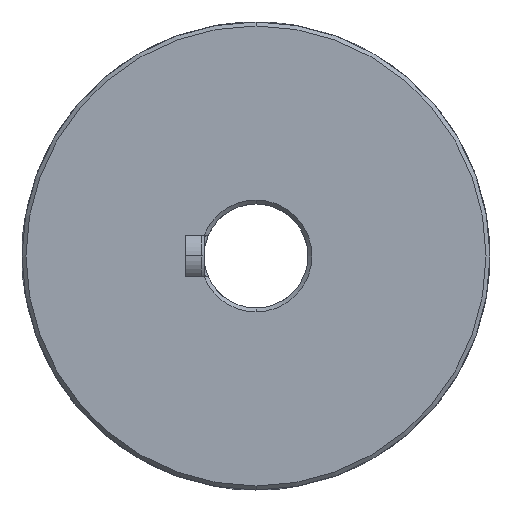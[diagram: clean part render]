
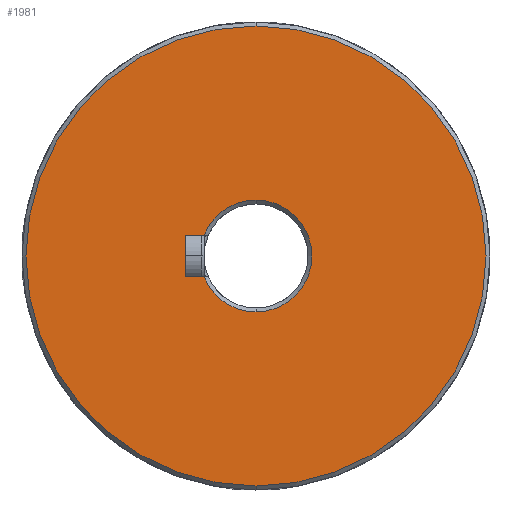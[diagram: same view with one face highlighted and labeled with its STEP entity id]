
A CAD part, left-side view. The second image highlights one B-rep face of the part: STEP entity #1981.
In plain terms, the highlighted planar face has unit normal (-1, 0, 0).
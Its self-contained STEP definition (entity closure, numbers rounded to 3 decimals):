
#887 = EDGE_CURVE ( 'NONE', #10855, #10854, #6462, .T. ) ;
#914 = EDGE_CURVE ( 'NONE', #10852, #10855, #6498, .T. ) ;
#918 = EDGE_CURVE ( 'NONE', #10851, #10850, #6504, .T. ) ;
#1038 = EDGE_LOOP ( 'NONE', ( #2348, #2349 ) ) ;
#1040 = EDGE_LOOP ( 'NONE', ( #1944, #2343, #2344, #2345, #2346, #2347 ) ) ;
#1944 = ORIENTED_EDGE ( 'NONE', *, *, #2116, .F. ) ;
#1981 = ADVANCED_FACE ( 'NONE', ( #6571, #6574 ), #6116, .T. ) ;
#2106 = EDGE_CURVE ( 'NONE', #10800, #10852, #6759, .T. ) ;
#2114 = EDGE_CURVE ( 'NONE', #10854, #10799, #6766, .T. ) ;
#2115 = EDGE_CURVE ( 'NONE', #10799, #10801, #6768, .T. ) ;
#2116 = EDGE_CURVE ( 'NONE', #10801, #10800, #6770, .T. ) ;
#2117 = EDGE_CURVE ( 'NONE', #10850, #10851, #6773, .T. ) ;
#2343 = ORIENTED_EDGE ( 'NONE', *, *, #2115, .F. ) ;
#2344 = ORIENTED_EDGE ( 'NONE', *, *, #2114, .F. ) ;
#2345 = ORIENTED_EDGE ( 'NONE', *, *, #887, .F. ) ;
#2346 = ORIENTED_EDGE ( 'NONE', *, *, #914, .F. ) ;
#2347 = ORIENTED_EDGE ( 'NONE', *, *, #2106, .F. ) ;
#2348 = ORIENTED_EDGE ( 'NONE', *, *, #918, .F. ) ;
#2349 = ORIENTED_EDGE ( 'NONE', *, *, #2117, .F. ) ;
#4577 = AXIS2_PLACEMENT_3D ( 'NONE', #5736, #5737, #5738 ) ;
#4593 = AXIS2_PLACEMENT_3D ( 'NONE', #5819, #5821, #5822 ) ;
#4600 = AXIS2_PLACEMENT_3D ( 'NONE', #5808, #5813, #5814 ) ;
#4637 = AXIS2_PLACEMENT_3D ( 'NONE', #6115, #6118, #6119 ) ;
#4720 = AXIS2_PLACEMENT_3D ( 'NONE', #7415, #7423, #7424 ) ;
#4721 = AXIS2_PLACEMENT_3D ( 'NONE', #7439, #7466, #7467 ) ;
#5736 = CARTESIAN_POINT ( 'NONE',  ( -27.5, 0., 0. ) ) ;
#5737 = DIRECTION ( 'NONE',  ( -1., 0., 0. ) ) ;
#5738 = DIRECTION ( 'NONE',  ( 0., 0., -1. ) ) ;
#5808 = CARTESIAN_POINT ( 'NONE',  ( -27.5, 0., 0. ) ) ;
#5813 = DIRECTION ( 'NONE',  ( -1., 0., 0. ) ) ;
#5814 = DIRECTION ( 'NONE',  ( 0., 0., -1. ) ) ;
#5819 = CARTESIAN_POINT ( 'NONE',  ( -27.5, 0., 0. ) ) ;
#5821 = DIRECTION ( 'NONE',  ( 1., 0., 0. ) ) ;
#5822 = DIRECTION ( 'NONE',  ( 0., 0., -1. ) ) ;
#6115 = CARTESIAN_POINT ( 'NONE',  ( -27.5, 0., 0. ) ) ;
#6116 = PLANE ( 'NONE',  #4637 ) ;
#6118 = DIRECTION ( 'NONE',  ( -1., 0., 0. ) ) ;
#6119 = DIRECTION ( 'NONE',  ( 0., 0., -1. ) ) ;
#6462 = CIRCLE ( 'NONE', #4577, 5.381 ) ;
#6498 = CIRCLE ( 'NONE', #4600, 5.381 ) ;
#6504 = CIRCLE ( 'NONE', #4593, 22.119 ) ;
#6571 = FACE_BOUND ( 'NONE', #1040, .T. ) ;
#6574 = FACE_OUTER_BOUND ( 'NONE', #1038, .T. ) ;
#6759 = CIRCLE ( 'NONE', #4720, 5.381 ) ;
#6766 = LINE ( 'NONE', #7460, #6767 ) ;
#6767 = VECTOR ( 'NONE', #7461, 1000. ) ;
#6768 = LINE ( 'NONE', #7462, #6769 ) ;
#6769 = VECTOR ( 'NONE', #7463, 1000. ) ;
#6770 = LINE ( 'NONE', #7464, #6771 ) ;
#6771 = VECTOR ( 'NONE', #7465, 1000. ) ;
#6773 = CIRCLE ( 'NONE', #4721, 22.119 ) ;
#7415 = CARTESIAN_POINT ( 'NONE',  ( -27.5, 0., 0. ) ) ;
#7423 = DIRECTION ( 'NONE',  ( -1., 0., 0. ) ) ;
#7424 = DIRECTION ( 'NONE',  ( 0., 0., -1. ) ) ;
#7439 = CARTESIAN_POINT ( 'NONE',  ( -27.5, 0., 0. ) ) ;
#7460 = CARTESIAN_POINT ( 'NONE',  ( -27.5, 4.583, 2. ) ) ;
#7461 = DIRECTION ( 'NONE',  ( 0., 1., 0. ) ) ;
#7462 = CARTESIAN_POINT ( 'NONE',  ( -27.5, 6.8, -2. ) ) ;
#7463 = DIRECTION ( 'NONE',  ( 0., 0., -1. ) ) ;
#7464 = CARTESIAN_POINT ( 'NONE',  ( -27.5, 6.8, -2. ) ) ;
#7465 = DIRECTION ( 'NONE',  ( 0., -1., 0. ) ) ;
#7466 = DIRECTION ( 'NONE',  ( 1., 0., 0. ) ) ;
#7467 = DIRECTION ( 'NONE',  ( 0., 0., -1. ) ) ;
#7963 = CARTESIAN_POINT ( 'NONE',  ( -27.5, 6.8, 2. ) ) ;
#7964 = CARTESIAN_POINT ( 'NONE',  ( -27.5, 4.996, -2. ) ) ;
#7965 = CARTESIAN_POINT ( 'NONE',  ( -27.5, 6.8, -2. ) ) ;
#8014 = CARTESIAN_POINT ( 'NONE',  ( -27.5, 0., -22.119 ) ) ;
#8015 = CARTESIAN_POINT ( 'NONE',  ( -27.5, 0., 22.119 ) ) ;
#8016 = CARTESIAN_POINT ( 'NONE',  ( -27.5, 0., -5.381 ) ) ;
#8018 = CARTESIAN_POINT ( 'NONE',  ( -27.5, 4.996, 2. ) ) ;
#8019 = CARTESIAN_POINT ( 'NONE',  ( -27.5, 0., 5.381 ) ) ;
#10799 = VERTEX_POINT ( 'NONE', #7963 ) ;
#10800 = VERTEX_POINT ( 'NONE', #7964 ) ;
#10801 = VERTEX_POINT ( 'NONE', #7965 ) ;
#10850 = VERTEX_POINT ( 'NONE', #8014 ) ;
#10851 = VERTEX_POINT ( 'NONE', #8015 ) ;
#10852 = VERTEX_POINT ( 'NONE', #8016 ) ;
#10854 = VERTEX_POINT ( 'NONE', #8018 ) ;
#10855 = VERTEX_POINT ( 'NONE', #8019 ) ;
